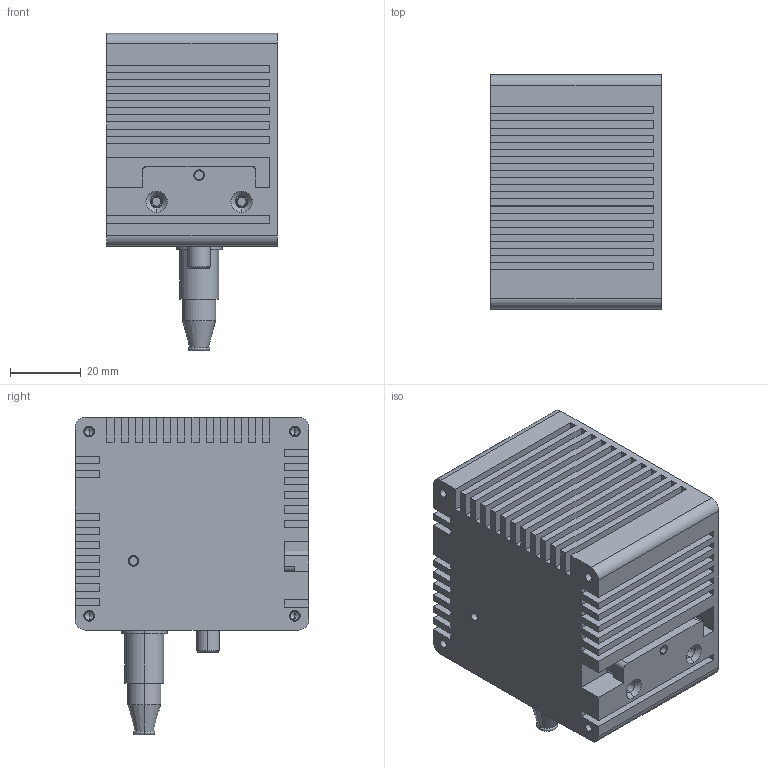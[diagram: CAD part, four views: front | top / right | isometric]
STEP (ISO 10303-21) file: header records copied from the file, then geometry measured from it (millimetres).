
FILE_DESCRIPTION((''),'2;1');
FILE_NAME('194000','2020-08-04T',('zkm'),(''),'PRO/ENGINEER BY PARAMETRIC TECHNOLOGY CORPORATION, 2004110','PRO/ENGINEER BY PARAMETRIC TECHNOLOGY CORPORATION, 2004110','');
FILE_SCHEMA(('CONFIG_CONTROL_DESIGN'));
Length unit declared in the file: millimetre
Products named in the file (1): 194000
Bounding box: 48 x 66 x 89.5 mm (x, y, z)
Volume: 85181.8 mm3; surface area: 53882.2 mm2
Topology: 1 solids, 21 shells, 425 faces, 1192 edges, 796 vertices
Faces by surface type: plane 258, cylinder 108, cone 32, extrusion 25, torus 2
Entity records: 14045 total; most frequent: CARTESIAN_POINT 3000, ORIENTED_EDGE 2272, DIRECTION 2189, EDGE_CURVE 1176, VECTOR 847, LINE 822, VERTEX_POINT 796, AXIS2_PLACEMENT_3D 671
